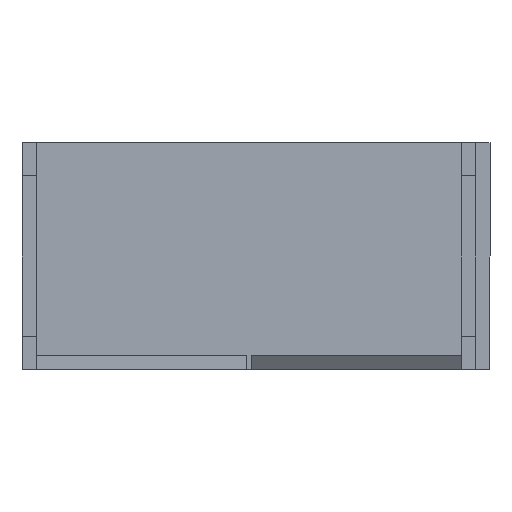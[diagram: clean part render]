
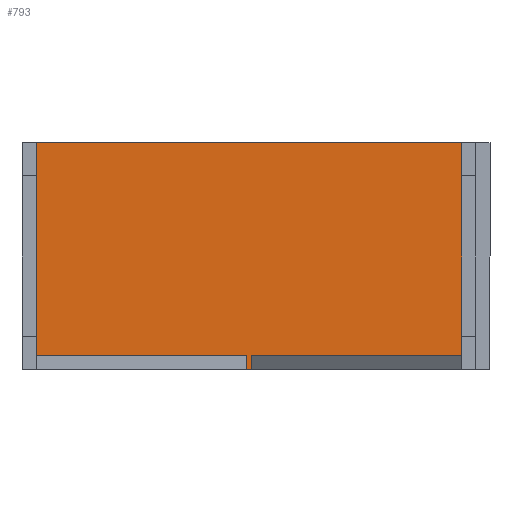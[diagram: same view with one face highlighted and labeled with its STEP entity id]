
A CAD part, front view. The second image highlights one B-rep face of the part: STEP entity #793.
In plain terms, the highlighted planar face has unit normal (0, -1, 0).
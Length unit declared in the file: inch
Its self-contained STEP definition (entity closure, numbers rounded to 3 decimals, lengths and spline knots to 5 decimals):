
#111=FACE_OUTER_BOUND('',#157,.T.);
#157=EDGE_LOOP('',(#570,#571,#572,#573,#574,#575,#576,#577));
#198=LINE('',#1272,#294);
#202=LINE('',#1280,#298);
#205=LINE('',#1287,#301);
#209=LINE('',#1295,#305);
#212=LINE('',#1301,#308);
#215=LINE('',#1306,#311);
#216=LINE('',#1308,#312);
#217=LINE('',#1309,#313);
#294=VECTOR('',#1041,0.3937);
#298=VECTOR('',#1047,0.3937);
#301=VECTOR('',#1052,0.3937);
#305=VECTOR('',#1058,0.3937);
#308=VECTOR('',#1063,0.3937);
#311=VECTOR('',#1068,0.3937);
#312=VECTOR('',#1069,0.3937);
#313=VECTOR('',#1070,0.3937);
#390=VERTEX_POINT('',#1270);
#391=VERTEX_POINT('',#1271);
#394=VERTEX_POINT('',#1279);
#396=VERTEX_POINT('',#1285);
#397=VERTEX_POINT('',#1286);
#400=VERTEX_POINT('',#1294);
#402=VERTEX_POINT('',#1300);
#404=VERTEX_POINT('',#1307);
#454=EDGE_CURVE('',#390,#391,#198,.T.);
#458=EDGE_CURVE('',#391,#394,#202,.T.);
#461=EDGE_CURVE('',#396,#397,#205,.T.);
#465=EDGE_CURVE('',#400,#396,#209,.T.);
#468=EDGE_CURVE('',#390,#402,#212,.T.);
#471=EDGE_CURVE('',#400,#394,#215,.T.);
#472=EDGE_CURVE('',#404,#397,#216,.T.);
#473=EDGE_CURVE('',#402,#404,#217,.T.);
#570=ORIENTED_EDGE('',*,*,#454,.T.);
#571=ORIENTED_EDGE('',*,*,#458,.T.);
#572=ORIENTED_EDGE('',*,*,#471,.F.);
#573=ORIENTED_EDGE('',*,*,#465,.T.);
#574=ORIENTED_EDGE('',*,*,#461,.T.);
#575=ORIENTED_EDGE('',*,*,#472,.F.);
#576=ORIENTED_EDGE('',*,*,#473,.F.);
#577=ORIENTED_EDGE('',*,*,#468,.F.);
#747=PLANE('',#974);
#793=ADVANCED_FACE('',(#111),#747,.F.);
#974=AXIS2_PLACEMENT_3D('',#1305,#1066,#1067);
#1041=DIRECTION('',(1.,0.,0.));
#1047=DIRECTION('',(0.,0.,-1.));
#1052=DIRECTION('',(1.,0.,0.));
#1058=DIRECTION('',(0.,0.,1.));
#1063=DIRECTION('',(0.,0.,1.));
#1066=DIRECTION('center_axis',(0.,1.,0.));
#1067=DIRECTION('ref_axis',(0.,0.,1.));
#1068=DIRECTION('',(-1.,0.,0.));
#1069=DIRECTION('',(0.,0.,-1.));
#1070=DIRECTION('',(1.,0.,0.));
#1270=CARTESIAN_POINT('',(-24.,0.,-8.5));
#1271=CARTESIAN_POINT('',(-22.5,0.,-8.5));
#1272=CARTESIAN_POINT('',(-11.25,0.,-8.5));
#1279=CARTESIAN_POINT('',(-22.5,0.,-12.));
#1280=CARTESIAN_POINT('',(-22.5,0.,-6.));
#1285=CARTESIAN_POINT('',(22.5,0.,-8.5));
#1286=CARTESIAN_POINT('',(24.,0.,-8.5));
#1287=CARTESIAN_POINT('',(12.,0.,-8.5));
#1294=CARTESIAN_POINT('',(22.5,0.,-12.));
#1295=CARTESIAN_POINT('',(22.5,0.,-4.25));
#1300=CARTESIAN_POINT('',(-24.,0.,12.));
#1301=CARTESIAN_POINT('',(-24.,0.,-12.));
#1305=CARTESIAN_POINT('Origin',(0.,0.,0.));
#1306=CARTESIAN_POINT('',(24.,0.,-12.));
#1307=CARTESIAN_POINT('',(24.,0.,12.));
#1308=CARTESIAN_POINT('',(24.,0.,12.));
#1309=CARTESIAN_POINT('',(-24.,0.,12.));
